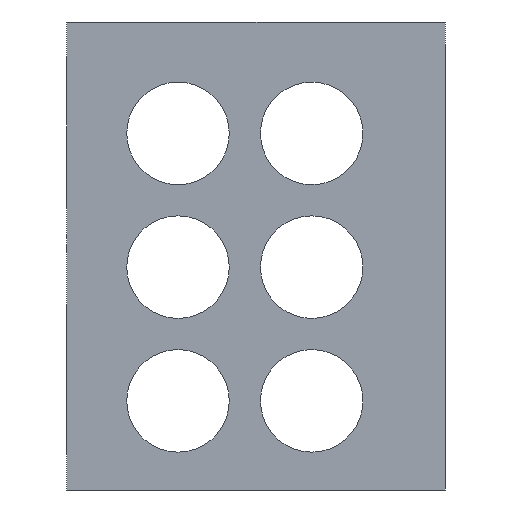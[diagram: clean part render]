
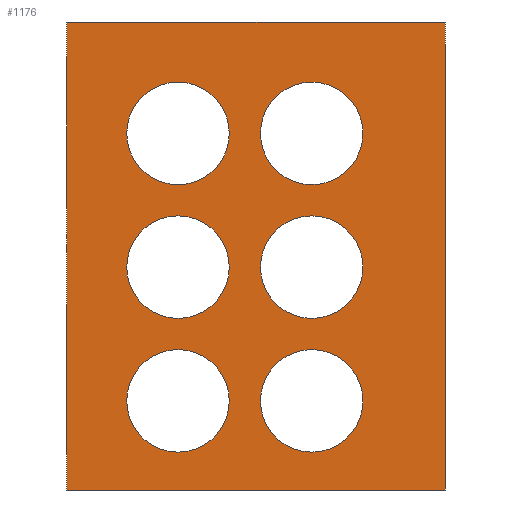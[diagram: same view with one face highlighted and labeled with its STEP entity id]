
A CAD part, left-side view. The second image highlights one B-rep face of the part: STEP entity #1176.
In plain terms, the highlighted planar face has unit normal (-1, 0, 0).
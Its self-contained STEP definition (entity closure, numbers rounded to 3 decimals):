
#9=DIRECTION('',(0.,0.,1.));
#10=VECTOR('',#9,105.);
#11=CARTESIAN_POINT('',(-82.5,0.,-52.5));
#12=LINE('',#11,#10);
#177=DIRECTION('',(0.,1.,0.));
#178=VECTOR('',#177,85.);
#179=CARTESIAN_POINT('',(-82.5,0.,52.5));
#180=LINE('',#179,#178);
#181=DIRECTION('',(0.,1.,0.));
#182=VECTOR('',#181,85.);
#183=CARTESIAN_POINT('',(-82.5,0.,-52.5));
#184=LINE('',#183,#182);
#185=CARTESIAN_POINT('',(-82.5,30.,-32.5));
#186=DIRECTION('',(1.,0.,0.));
#187=DIRECTION('',(0.,1.,0.));
#188=AXIS2_PLACEMENT_3D('',#185,#186,#187);
#190=CARTESIAN_POINT('',(-82.5,30.,-32.5));
#191=DIRECTION('',(1.,0.,0.));
#192=DIRECTION('',(0.,-1.,0.));
#193=AXIS2_PLACEMENT_3D('',#190,#191,#192);
#195=CARTESIAN_POINT('',(-82.5,30.,-2.5));
#196=DIRECTION('',(1.,0.,0.));
#197=DIRECTION('',(0.,1.,0.));
#198=AXIS2_PLACEMENT_3D('',#195,#196,#197);
#200=CARTESIAN_POINT('',(-82.5,30.,-2.5));
#201=DIRECTION('',(1.,0.,0.));
#202=DIRECTION('',(0.,-1.,0.));
#203=AXIS2_PLACEMENT_3D('',#200,#201,#202);
#205=CARTESIAN_POINT('',(-82.5,30.,27.5));
#206=DIRECTION('',(1.,0.,0.));
#207=DIRECTION('',(0.,1.,0.));
#208=AXIS2_PLACEMENT_3D('',#205,#206,#207);
#210=CARTESIAN_POINT('',(-82.5,30.,27.5));
#211=DIRECTION('',(1.,0.,0.));
#212=DIRECTION('',(0.,-1.,0.));
#213=AXIS2_PLACEMENT_3D('',#210,#211,#212);
#215=CARTESIAN_POINT('',(-82.5,60.,-32.5));
#216=DIRECTION('',(1.,0.,0.));
#217=DIRECTION('',(0.,1.,0.));
#218=AXIS2_PLACEMENT_3D('',#215,#216,#217);
#220=CARTESIAN_POINT('',(-82.5,60.,-32.5));
#221=DIRECTION('',(1.,0.,0.));
#222=DIRECTION('',(0.,-1.,0.));
#223=AXIS2_PLACEMENT_3D('',#220,#221,#222);
#225=CARTESIAN_POINT('',(-82.5,60.,-2.5));
#226=DIRECTION('',(1.,0.,0.));
#227=DIRECTION('',(0.,1.,0.));
#228=AXIS2_PLACEMENT_3D('',#225,#226,#227);
#230=CARTESIAN_POINT('',(-82.5,60.,-2.5));
#231=DIRECTION('',(1.,0.,0.));
#232=DIRECTION('',(0.,-1.,0.));
#233=AXIS2_PLACEMENT_3D('',#230,#231,#232);
#235=CARTESIAN_POINT('',(-82.5,60.,27.5));
#236=DIRECTION('',(1.,0.,0.));
#237=DIRECTION('',(0.,1.,0.));
#238=AXIS2_PLACEMENT_3D('',#235,#236,#237);
#240=CARTESIAN_POINT('',(-82.5,60.,27.5));
#241=DIRECTION('',(1.,0.,0.));
#242=DIRECTION('',(0.,-1.,0.));
#243=AXIS2_PLACEMENT_3D('',#240,#241,#242);
#277=DIRECTION('',(0.,0.,1.));
#278=VECTOR('',#277,105.);
#279=CARTESIAN_POINT('',(-82.5,85.,-52.5));
#280=LINE('',#279,#278);
#721=CARTESIAN_POINT('',(-82.5,0.,-52.5));
#722=CARTESIAN_POINT('',(-82.5,0.,52.5));
#723=VERTEX_POINT('',#721);
#724=VERTEX_POINT('',#722);
#729=CARTESIAN_POINT('',(-82.5,85.,-52.5));
#730=CARTESIAN_POINT('',(-82.5,85.,52.5));
#731=VERTEX_POINT('',#729);
#732=VERTEX_POINT('',#730);
#813=CARTESIAN_POINT('',(-82.5,41.5,-32.5));
#814=CARTESIAN_POINT('',(-82.5,18.5,-32.5));
#815=VERTEX_POINT('',#813);
#816=VERTEX_POINT('',#814);
#821=CARTESIAN_POINT('',(-82.5,41.5,-2.5));
#822=CARTESIAN_POINT('',(-82.5,18.5,-2.5));
#823=VERTEX_POINT('',#821);
#824=VERTEX_POINT('',#822);
#829=CARTESIAN_POINT('',(-82.5,41.5,27.5));
#830=CARTESIAN_POINT('',(-82.5,18.5,27.5));
#831=VERTEX_POINT('',#829);
#832=VERTEX_POINT('',#830);
#837=CARTESIAN_POINT('',(-82.5,71.5,-32.5));
#838=CARTESIAN_POINT('',(-82.5,48.5,-32.5));
#839=VERTEX_POINT('',#837);
#840=VERTEX_POINT('',#838);
#845=CARTESIAN_POINT('',(-82.5,71.5,-2.5));
#846=CARTESIAN_POINT('',(-82.5,48.5,-2.5));
#847=VERTEX_POINT('',#845);
#848=VERTEX_POINT('',#846);
#853=CARTESIAN_POINT('',(-82.5,71.5,27.5));
#854=CARTESIAN_POINT('',(-82.5,48.5,27.5));
#855=VERTEX_POINT('',#853);
#856=VERTEX_POINT('',#854);
#1127=CARTESIAN_POINT('',(-82.5,0.,-52.5));
#1128=DIRECTION('',(-1.,0.,0.));
#1129=DIRECTION('',(0.,0.,1.));
#1130=AXIS2_PLACEMENT_3D('',#1127,#1128,#1129);
#1131=PLANE('',#1130);
#1132=ORIENTED_EDGE('',*,*,#958,.F.);
#1134=ORIENTED_EDGE('',*,*,#1133,.T.);
#1136=ORIENTED_EDGE('',*,*,#1135,.T.);
#1137=ORIENTED_EDGE('',*,*,#1119,.F.);
#1138=EDGE_LOOP('',(#1132,#1134,#1136,#1137));
#1139=FACE_OUTER_BOUND('',#1138,.F.);
#1141=ORIENTED_EDGE('',*,*,#1140,.F.);
#1143=ORIENTED_EDGE('',*,*,#1142,.F.);
#1144=EDGE_LOOP('',(#1141,#1143));
#1145=FACE_BOUND('',#1144,.F.);
#1147=ORIENTED_EDGE('',*,*,#1146,.F.);
#1149=ORIENTED_EDGE('',*,*,#1148,.F.);
#1150=EDGE_LOOP('',(#1147,#1149));
#1151=FACE_BOUND('',#1150,.F.);
#1153=ORIENTED_EDGE('',*,*,#1152,.F.);
#1155=ORIENTED_EDGE('',*,*,#1154,.F.);
#1156=EDGE_LOOP('',(#1153,#1155));
#1157=FACE_BOUND('',#1156,.F.);
#1159=ORIENTED_EDGE('',*,*,#1158,.F.);
#1161=ORIENTED_EDGE('',*,*,#1160,.F.);
#1162=EDGE_LOOP('',(#1159,#1161));
#1163=FACE_BOUND('',#1162,.F.);
#1165=ORIENTED_EDGE('',*,*,#1164,.F.);
#1167=ORIENTED_EDGE('',*,*,#1166,.F.);
#1168=EDGE_LOOP('',(#1165,#1167));
#1169=FACE_BOUND('',#1168,.F.);
#1171=ORIENTED_EDGE('',*,*,#1170,.F.);
#1173=ORIENTED_EDGE('',*,*,#1172,.F.);
#1174=EDGE_LOOP('',(#1171,#1173));
#1175=FACE_BOUND('',#1174,.F.);
#1176=ADVANCED_FACE('',(#1139,#1145,#1151,#1157,#1163,#1169,#1175),#1131,.T.);
#189=CIRCLE('',#188,11.5);
#194=CIRCLE('',#193,11.5);
#199=CIRCLE('',#198,11.5);
#204=CIRCLE('',#203,11.5);
#209=CIRCLE('',#208,11.5);
#214=CIRCLE('',#213,11.5);
#219=CIRCLE('',#218,11.5);
#224=CIRCLE('',#223,11.5);
#229=CIRCLE('',#228,11.5);
#234=CIRCLE('',#233,11.5);
#239=CIRCLE('',#238,11.5);
#244=CIRCLE('',#243,11.5);
#958=EDGE_CURVE('',#723,#724,#12,.T.);
#1119=EDGE_CURVE('',#724,#732,#180,.T.);
#1133=EDGE_CURVE('',#723,#731,#184,.T.);
#1135=EDGE_CURVE('',#731,#732,#280,.T.);
#1140=EDGE_CURVE('',#815,#816,#189,.T.);
#1142=EDGE_CURVE('',#816,#815,#194,.T.);
#1146=EDGE_CURVE('',#823,#824,#199,.T.);
#1148=EDGE_CURVE('',#824,#823,#204,.T.);
#1152=EDGE_CURVE('',#831,#832,#209,.T.);
#1154=EDGE_CURVE('',#832,#831,#214,.T.);
#1158=EDGE_CURVE('',#839,#840,#219,.T.);
#1160=EDGE_CURVE('',#840,#839,#224,.T.);
#1164=EDGE_CURVE('',#847,#848,#229,.T.);
#1166=EDGE_CURVE('',#848,#847,#234,.T.);
#1170=EDGE_CURVE('',#855,#856,#239,.T.);
#1172=EDGE_CURVE('',#856,#855,#244,.T.);
